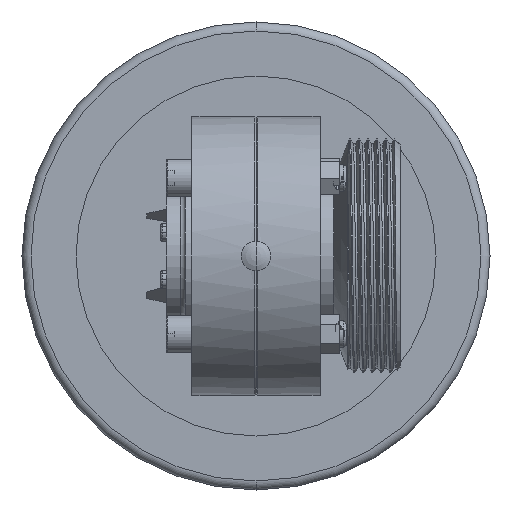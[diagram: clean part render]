
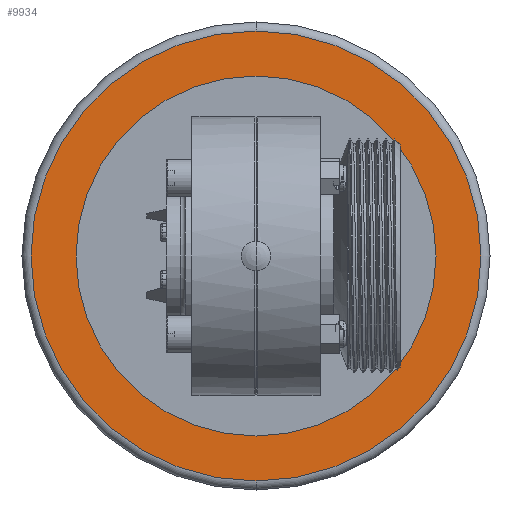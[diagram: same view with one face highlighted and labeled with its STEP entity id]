
A CAD part, front view. The second image highlights one B-rep face of the part: STEP entity #9934.
In plain terms, the highlighted planar face has unit normal (0, -1, 0).
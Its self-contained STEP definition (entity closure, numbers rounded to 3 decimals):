
#225 = AXIS2_PLACEMENT_3D ( 'NONE', #14097, #8241, #13639 ) ;
#2672 = VERTEX_POINT ( 'NONE', #6137 ) ;
#3156 = DIRECTION ( 'NONE',  ( 0., 0., -1. ) ) ;
#3215 = CARTESIAN_POINT ( 'NONE',  ( 0., 55.85, 0. ) ) ;
#4549 = ORIENTED_EDGE ( 'NONE', *, *, #21188, .T. ) ;
#4710 = VERTEX_POINT ( 'NONE', #15602 ) ;
#6137 = CARTESIAN_POINT ( 'NONE',  ( 0., 55.85, 50. ) ) ;
#6351 = AXIS2_PLACEMENT_3D ( 'NONE', #22558, #19176, #3156 ) ;
#7396 = EDGE_CURVE ( 'NONE', #18472, #11629, #19644, .T. ) ;
#7473 = AXIS2_PLACEMENT_3D ( 'NONE', #3215, #10337, #22962 ) ;
#8143 = CARTESIAN_POINT ( 'NONE',  ( 0., 55.85, -40. ) ) ;
#8241 = DIRECTION ( 'NONE',  ( 0., -1., 0. ) ) ;
#9680 = CARTESIAN_POINT ( 'NONE',  ( 0., 55.85, 0. ) ) ;
#9934 = ADVANCED_FACE ( 'NONE', ( #22316, #12973 ), #20339, .F. ) ;
#10337 = DIRECTION ( 'NONE',  ( 0., -1., 0. ) ) ;
#10451 = ORIENTED_EDGE ( 'NONE', *, *, #19538, .F. ) ;
#11085 = DIRECTION ( 'NONE',  ( 0., 1., 0. ) ) ;
#11348 = EDGE_CURVE ( 'NONE', #2672, #4710, #11966, .T. ) ;
#11629 = VERTEX_POINT ( 'NONE', #12279 ) ;
#11868 = DIRECTION ( 'NONE',  ( 0., 0., 1. ) ) ;
#11902 = ORIENTED_EDGE ( 'NONE', *, *, #11348, .T. ) ;
#11966 = CIRCLE ( 'NONE', #7473, 50. ) ;
#12279 = CARTESIAN_POINT ( 'NONE',  ( 0., 55.85, 40. ) ) ;
#12451 = EDGE_LOOP ( 'NONE', ( #11902, #4549 ) ) ;
#12973 = FACE_BOUND ( 'NONE', #23011, .T. ) ;
#13474 = CIRCLE ( 'NONE', #6351, 40. ) ;
#13639 = DIRECTION ( 'NONE',  ( 0., 0., -1. ) ) ;
#14090 = CARTESIAN_POINT ( 'NONE',  ( 0., 55.85, 0. ) ) ;
#14097 = CARTESIAN_POINT ( 'NONE',  ( 0., 55.85, 0. ) ) ;
#15080 = DIRECTION ( 'NONE',  ( 0., 0., 1. ) ) ;
#15602 = CARTESIAN_POINT ( 'NONE',  ( 0., 55.85, -50. ) ) ;
#15658 = CIRCLE ( 'NONE', #21244, 50. ) ;
#18472 = VERTEX_POINT ( 'NONE', #8143 ) ;
#19176 = DIRECTION ( 'NONE',  ( 0., -1., 0. ) ) ;
#19538 = EDGE_CURVE ( 'NONE', #11629, #18472, #13474, .T. ) ;
#19644 = CIRCLE ( 'NONE', #225, 40. ) ;
#20339 = PLANE ( 'NONE',  #21995 ) ;
#21163 = ORIENTED_EDGE ( 'NONE', *, *, #7396, .F. ) ;
#21188 = EDGE_CURVE ( 'NONE', #4710, #2672, #15658, .T. ) ;
#21244 = AXIS2_PLACEMENT_3D ( 'NONE', #14090, #22858, #11868 ) ;
#21995 = AXIS2_PLACEMENT_3D ( 'NONE', #9680, #11085, #15080 ) ;
#22316 = FACE_OUTER_BOUND ( 'NONE', #12451, .T. ) ;
#22558 = CARTESIAN_POINT ( 'NONE',  ( 0., 55.85, 0. ) ) ;
#22858 = DIRECTION ( 'NONE',  ( 0., -1., 0. ) ) ;
#22962 = DIRECTION ( 'NONE',  ( 0., 0., 1. ) ) ;
#23011 = EDGE_LOOP ( 'NONE', ( #21163, #10451 ) ) ;
